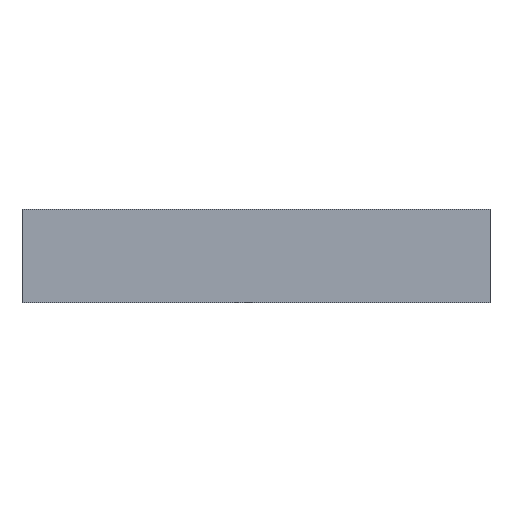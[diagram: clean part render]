
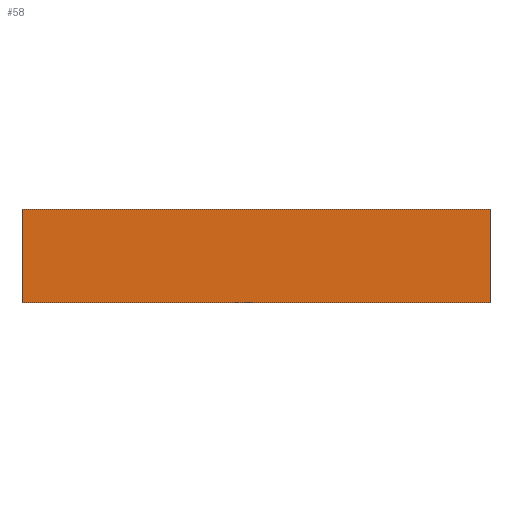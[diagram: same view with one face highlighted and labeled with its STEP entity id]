
A CAD part, left-side view. The second image highlights one B-rep face of the part: STEP entity #58.
In plain terms, the highlighted planar face has unit normal (-1, 0, 0).
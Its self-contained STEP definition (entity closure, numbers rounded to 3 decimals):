
#41 = CARTESIAN_POINT ( 'NONE',  ( -50., 50., 20. ) ) ;
#46 = DIRECTION ( 'NONE',  ( 0., 1., 0. ) ) ;
#58 = ADVANCED_FACE ( 'NONE', ( #181 ), #1402, .F. ) ;
#66 = DIRECTION ( 'NONE',  ( 0., -1., 0. ) ) ;
#84 = ORIENTED_EDGE ( 'NONE', *, *, #1157, .T. ) ;
#89 = DIRECTION ( 'NONE',  ( 0., 0., -1. ) ) ;
#179 = LINE ( 'NONE', #1298, #1063 ) ;
#181 = FACE_OUTER_BOUND ( 'NONE', #331, .T. ) ;
#221 = CARTESIAN_POINT ( 'NONE',  ( -50., -50., 20. ) ) ;
#279 = CARTESIAN_POINT ( 'NONE',  ( -50., -50., 20. ) ) ;
#303 = CARTESIAN_POINT ( 'NONE',  ( -50., -50., 0. ) ) ;
#331 = EDGE_LOOP ( 'NONE', ( #84, #1327, #1451, #1198 ) ) ;
#413 = DIRECTION ( 'NONE',  ( 0., 0., -1. ) ) ;
#416 = CARTESIAN_POINT ( 'NONE',  ( -50., -50., 0. ) ) ;
#473 = LINE ( 'NONE', #221, #1464 ) ;
#550 = VERTEX_POINT ( 'NONE', #734 ) ;
#629 = EDGE_CURVE ( 'NONE', #1158, #1261, #179, .T. ) ;
#672 = VERTEX_POINT ( 'NONE', #416 ) ;
#734 = CARTESIAN_POINT ( 'NONE',  ( -50., -50., 20. ) ) ;
#885 = EDGE_CURVE ( 'NONE', #1158, #550, #473, .T. ) ;
#991 = CARTESIAN_POINT ( 'NONE',  ( -50., -50., 20. ) ) ;
#1063 = VECTOR ( 'NONE', #413, 1000. ) ;
#1144 = DIRECTION ( 'NONE',  ( 0., -1., 0. ) ) ;
#1157 = EDGE_CURVE ( 'NONE', #1261, #672, #1424, .T. ) ;
#1158 = VERTEX_POINT ( 'NONE', #41 ) ;
#1198 = ORIENTED_EDGE ( 'NONE', *, *, #629, .T. ) ;
#1205 = AXIS2_PLACEMENT_3D ( 'NONE', #279, #1287, #46 ) ;
#1211 = CARTESIAN_POINT ( 'NONE',  ( -50., 50., 0. ) ) ;
#1225 = VECTOR ( 'NONE', #66, 1000. ) ;
#1261 = VERTEX_POINT ( 'NONE', #1211 ) ;
#1287 = DIRECTION ( 'NONE',  ( 1., 0., 0. ) ) ;
#1298 = CARTESIAN_POINT ( 'NONE',  ( -50., 50., 20. ) ) ;
#1324 = EDGE_CURVE ( 'NONE', #550, #672, #1371, .T. ) ;
#1327 = ORIENTED_EDGE ( 'NONE', *, *, #1324, .F. ) ;
#1336 = VECTOR ( 'NONE', #89, 1000. ) ;
#1371 = LINE ( 'NONE', #991, #1336 ) ;
#1402 = PLANE ( 'NONE',  #1205 ) ;
#1424 = LINE ( 'NONE', #303, #1225 ) ;
#1451 = ORIENTED_EDGE ( 'NONE', *, *, #885, .F. ) ;
#1464 = VECTOR ( 'NONE', #1144, 1000. ) ;
